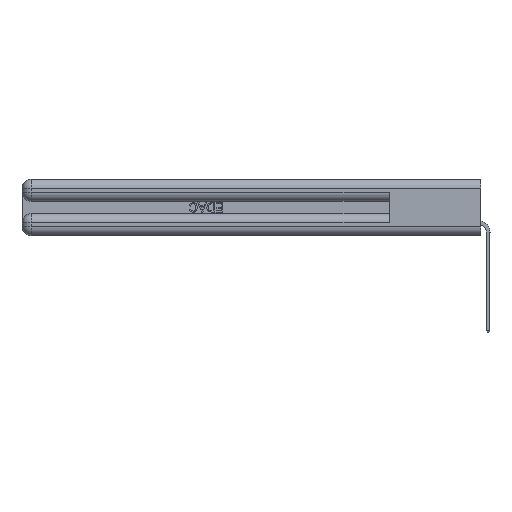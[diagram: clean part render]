
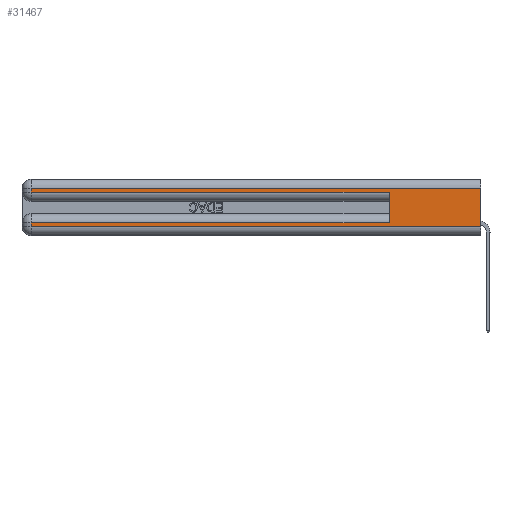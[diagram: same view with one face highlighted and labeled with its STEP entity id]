
A CAD part, left-side view. The second image highlights one B-rep face of the part: STEP entity #31467.
In plain terms, the highlighted planar face has unit normal (-1, 0, 0).
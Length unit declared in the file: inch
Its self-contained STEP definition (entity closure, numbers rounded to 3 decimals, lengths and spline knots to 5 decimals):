
#665 = EDGE_LOOP ( 'NONE', ( #19093, #3489, #18904, #20227, #33936, #10537, #42910, #6444 ) ) ;
#3489 = ORIENTED_EDGE ( 'NONE', *, *, #21496, .T. ) ;
#4343 = CARTESIAN_POINT ( 'NONE',  ( 0., 2.94, 0.31 ) ) ;
#4641 = CARTESIAN_POINT ( 'NONE',  ( 0., 0.6, 0.085 ) ) ;
#4936 = LINE ( 'NONE', #22116, #40201 ) ;
#6444 = ORIENTED_EDGE ( 'NONE', *, *, #14807, .T. ) ;
#7706 = EDGE_CURVE ( 'NONE', #25937, #22851, #19891, .T. ) ;
#8081 = VECTOR ( 'NONE', #45527, 39.37008 ) ;
#8500 = DIRECTION ( 'NONE',  ( 0., 0., -1. ) ) ;
#9234 = DIRECTION ( 'NONE',  ( 0., -1., 0. ) ) ;
#9480 = CARTESIAN_POINT ( 'NONE',  ( 0., 2.94, 0.37 ) ) ;
#9602 = CARTESIAN_POINT ( 'NONE',  ( 0., 2.94, 0.085 ) ) ;
#9890 = CARTESIAN_POINT ( 'NONE',  ( 0., 0., 0.285 ) ) ;
#10007 = VECTOR ( 'NONE', #13506, 39.37008 ) ;
#10089 = EDGE_CURVE ( 'NONE', #31405, #26826, #31827, .T. ) ;
#10365 = LINE ( 'NONE', #9480, #18557 ) ;
#10537 = ORIENTED_EDGE ( 'NONE', *, *, #29219, .T. ) ;
#10718 = VERTEX_POINT ( 'NONE', #10802 ) ;
#10802 = CARTESIAN_POINT ( 'NONE',  ( 0., 2.94, 0.285 ) ) ;
#11684 = CARTESIAN_POINT ( 'NONE',  ( 0., 0., 0.37 ) ) ;
#12052 = DIRECTION ( 'NONE',  ( 0., 0., -1. ) ) ;
#13506 = DIRECTION ( 'NONE',  ( 0., 0., 1. ) ) ;
#13806 = DIRECTION ( 'NONE',  ( 0., -1., 0. ) ) ;
#14434 = LINE ( 'NONE', #9890, #33783 ) ;
#14807 = EDGE_CURVE ( 'NONE', #23973, #26826, #17109, .T. ) ;
#15332 = VECTOR ( 'NONE', #9234, 39.37008 ) ;
#15496 = PLANE ( 'NONE',  #20992 ) ;
#16897 = CARTESIAN_POINT ( 'NONE',  ( 0., 0.6, 0.145 ) ) ;
#17109 = LINE ( 'NONE', #38601, #15332 ) ;
#18557 = VECTOR ( 'NONE', #32125, 39.37008 ) ;
#18714 = VERTEX_POINT ( 'NONE', #9602 ) ;
#18904 = ORIENTED_EDGE ( 'NONE', *, *, #33924, .T. ) ;
#19093 = ORIENTED_EDGE ( 'NONE', *, *, #10089, .F. ) ;
#19105 = CARTESIAN_POINT ( 'NONE',  ( 0., 0., 0.31 ) ) ;
#19891 = LINE ( 'NONE', #16897, #10007 ) ;
#20227 = ORIENTED_EDGE ( 'NONE', *, *, #46324, .T. ) ;
#20992 = AXIS2_PLACEMENT_3D ( 'NONE', #26812, #45256, #12052 ) ;
#21496 = EDGE_CURVE ( 'NONE', #31405, #34544, #43355, .T. ) ;
#22116 = CARTESIAN_POINT ( 'NONE',  ( 0., 0., 0.085 ) ) ;
#22324 = FACE_OUTER_BOUND ( 'NONE', #665, .T. ) ;
#22851 = VERTEX_POINT ( 'NONE', #40616 ) ;
#23872 = CARTESIAN_POINT ( 'NONE',  ( 0., 2.94, 0.37 ) ) ;
#23973 = VERTEX_POINT ( 'NONE', #33169 ) ;
#24424 = VECTOR ( 'NONE', #8500, 39.37008 ) ;
#25937 = VERTEX_POINT ( 'NONE', #4641 ) ;
#26812 = CARTESIAN_POINT ( 'NONE',  ( 0., 0., 0.37 ) ) ;
#26826 = VERTEX_POINT ( 'NONE', #31331 ) ;
#29219 = EDGE_CURVE ( 'NONE', #25937, #18714, #4936, .T. ) ;
#30550 = DIRECTION ( 'NONE',  ( 0., 0., -1. ) ) ;
#31331 = CARTESIAN_POINT ( 'NONE',  ( 0., 0., 0.06 ) ) ;
#31405 = VERTEX_POINT ( 'NONE', #19105 ) ;
#31467 = ADVANCED_FACE ( 'NONE', ( #22324 ), #15496, .F. ) ;
#31827 = LINE ( 'NONE', #11684, #36523 ) ;
#32125 = DIRECTION ( 'NONE',  ( 0., 0., -1. ) ) ;
#33169 = CARTESIAN_POINT ( 'NONE',  ( 0., 2.94, 0.06 ) ) ;
#33783 = VECTOR ( 'NONE', #13806, 39.37008 ) ;
#33924 = EDGE_CURVE ( 'NONE', #34544, #10718, #48521, .T. ) ;
#33936 = ORIENTED_EDGE ( 'NONE', *, *, #7706, .F. ) ;
#34544 = VERTEX_POINT ( 'NONE', #4343 ) ;
#36523 = VECTOR ( 'NONE', #30550, 39.37008 ) ;
#38601 = CARTESIAN_POINT ( 'NONE',  ( 0., 0., 0.06 ) ) ;
#40036 = EDGE_CURVE ( 'NONE', #18714, #23973, #10365, .T. ) ;
#40201 = VECTOR ( 'NONE', #41044, 39.37008 ) ;
#40616 = CARTESIAN_POINT ( 'NONE',  ( 0., 0.6, 0.285 ) ) ;
#41044 = DIRECTION ( 'NONE',  ( 0., 1., 0. ) ) ;
#41739 = CARTESIAN_POINT ( 'NONE',  ( 0., 0., 0.31 ) ) ;
#42910 = ORIENTED_EDGE ( 'NONE', *, *, #40036, .T. ) ;
#43355 = LINE ( 'NONE', #41739, #8081 ) ;
#45256 = DIRECTION ( 'NONE',  ( 1., 0., 0. ) ) ;
#45527 = DIRECTION ( 'NONE',  ( 0., 1., 0. ) ) ;
#46324 = EDGE_CURVE ( 'NONE', #10718, #22851, #14434, .T. ) ;
#48521 = LINE ( 'NONE', #23872, #24424 ) ;
